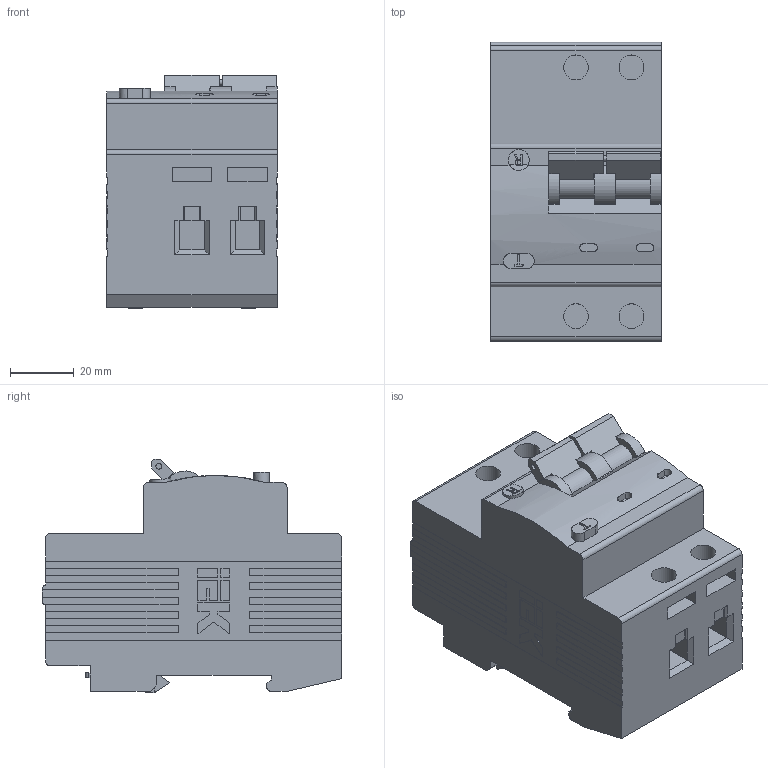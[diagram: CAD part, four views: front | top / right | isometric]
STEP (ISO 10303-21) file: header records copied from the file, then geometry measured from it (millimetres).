
FILE_DESCRIPTION (( 'STEP AP214' ), '1' );
FILE_NAME ('01.02.02.01 斂-12.STEP', '2017-03-16T08:04:23', ( '' ), ( '' ), 'SwSTEP 2.0', 'SolidWorks 2014', '' );
FILE_SCHEMA (( 'AUTOMOTIVE_DESIGN' ));
Length unit declared in the file: millimetre
Products named in the file (1): 01.02.02.01 斂-12
Bounding box: 53.4 x 93.8 x 73.33 mm (x, y, z)
Volume: 263845.8 mm3; surface area: 31751 mm2
Topology: 1 solids, 1 shells, 425 faces, 1166 edges, 768 vertices
Faces by surface type: plane 356, cylinder 49, bspline 20
Full cylindrical faces by diameter (mm): 1.8 x3, 6.5 x1, 7.8 x4
Entity records: 18794 total; most frequent: CARTESIAN_POINT 3395, ORIENTED_EDGE 2312, DIRECTION 2015, EDGE_CURVE 1156, VECTOR 1001, LINE 1001, VERTEX_POINT 766, AXIS2_PLACEMENT_3D 507
